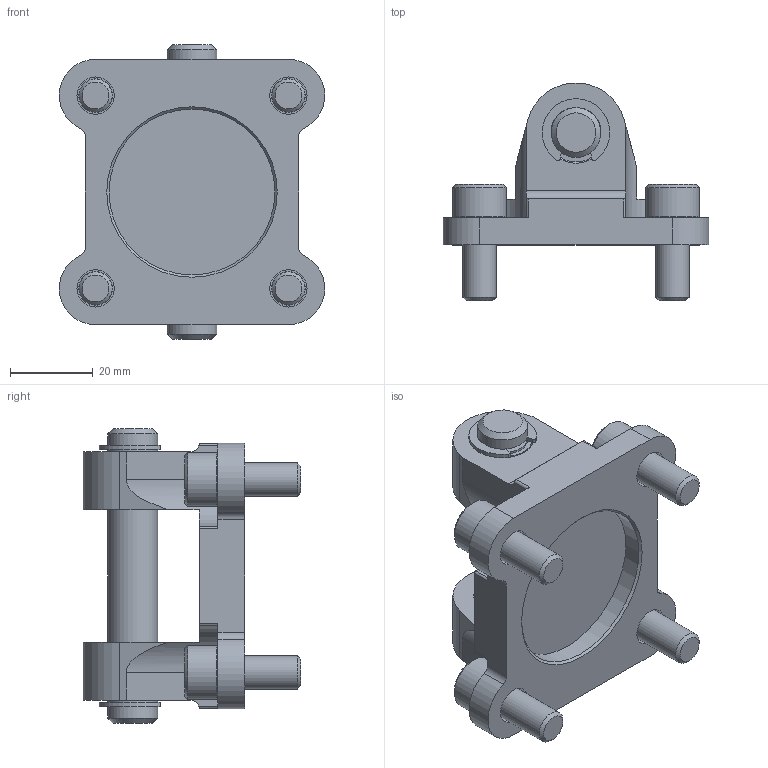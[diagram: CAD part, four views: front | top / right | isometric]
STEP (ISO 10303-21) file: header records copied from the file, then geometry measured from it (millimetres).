
FILE_DESCRIPTION(/* description */ ('STEP AP214'),/* implementation_level */ '2;1');
FILE_NAME(/* name */ '176946_SNCB-50-R3',/* time_stamp */ '2024-09-10T09:13:56+02:00',/* author */ ('License CC BY-ND 4.0'),/* organization */ ('CADENAS'),/* preprocessor_version */ 'ST-DEVELOPER v19.3',/* originating_system */ 'PARTsolutions',/* authorisation */ ' ');
FILE_SCHEMA (('AUTOMOTIVE_DESIGN {1 0 10303 214 3 1 1}'));
Length unit declared in the file: millimetre
Products named in the file (5): 176946 SNCB-50-R3---(0); 176946 SNCB-50-R3---(SF_00); DIN-912 - M8x20(F); 374753 BZ-12-061,0-AA (71); DIN-6799 8
Assembly tree (8 placements, depth 2):
  176946 SNCB-50-R3---(0)
    176946 SNCB-50-R3---(SF_00)
    DIN-912 - M8x20(F)  x4
    374753 BZ-12-061,0-AA (71)
    DIN-6799 8  x2
Bounding box: 63.98 x 52.45 x 71 mm (x, y, z)
Volume: 55493.1 mm3; surface area: 23316.2 mm2
Topology: 8 solids, 8 shells, 249 faces, 571 edges, 352 vertices
Faces by surface type: plane 113, cylinder 85, cone 49, torus 2
Full cylindrical faces by diameter (mm): 8 x6, 9 x4, 12 x5, 13 x4, 13.92 x2, 14.12 x2, 40 x1
Entity records: 4129 total; most frequent: CARTESIAN_POINT 731, DIRECTION 730, ORIENTED_EDGE 606, EDGE_CURVE 303, AXIS2_PLACEMENT_3D 291, VERTEX_POINT 212, FACE_BOUND 191, EDGE_LOOP 190
